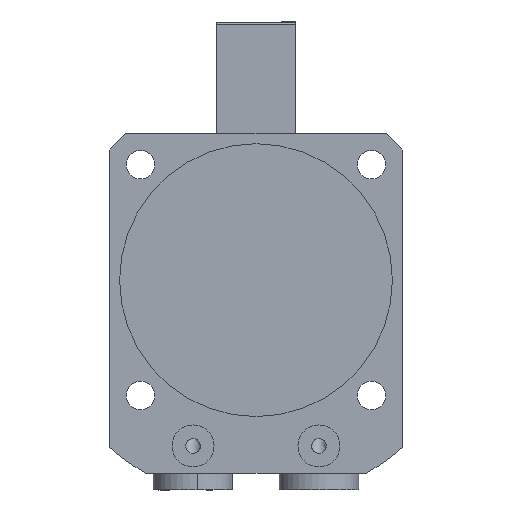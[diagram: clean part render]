
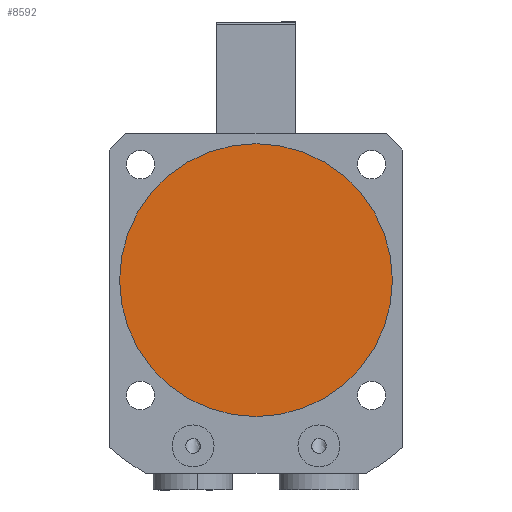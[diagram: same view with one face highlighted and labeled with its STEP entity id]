
A CAD part, front view. The second image highlights one B-rep face of the part: STEP entity #8592.
In plain terms, the highlighted planar face has unit normal (0, -1, 0).
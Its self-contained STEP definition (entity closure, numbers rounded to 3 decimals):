
#760 = DIRECTION ( 'NONE',  ( 0., -1., 0. ) ) ;
#1431 = CARTESIAN_POINT ( 'NONE',  ( 0., 0., -32.5 ) ) ;
#1517 = ORIENTED_EDGE ( 'NONE', *, *, #5625, .F. ) ;
#4154 = CARTESIAN_POINT ( 'NONE',  ( 0., 0., 0. ) ) ;
#4797 = CARTESIAN_POINT ( 'NONE',  ( 0., 0., 0. ) ) ;
#5039 = DIRECTION ( 'NONE',  ( 0., 0., -1. ) ) ;
#5625 = EDGE_CURVE ( 'NONE', #6283, #9373, #9415, .T. ) ;
#5689 = DIRECTION ( 'NONE',  ( 0., 0., -1. ) ) ;
#5748 = ORIENTED_EDGE ( 'NONE', *, *, #7614, .F. ) ;
#6020 = CARTESIAN_POINT ( 'NONE',  ( 27., 0., 0. ) ) ;
#6283 = VERTEX_POINT ( 'NONE', #1431 ) ;
#6462 = AXIS2_PLACEMENT_3D ( 'NONE', #4797, #10879, #5689 ) ;
#6763 = FACE_OUTER_BOUND ( 'NONE', #8669, .T. ) ;
#6879 = DIRECTION ( 'NONE',  ( 0., 0., -1. ) ) ;
#7614 = EDGE_CURVE ( 'NONE', #9373, #6283, #9003, .T. ) ;
#8592 = ADVANCED_FACE ( 'NONE', ( #6763 ), #11169, .T. ) ;
#8669 = EDGE_LOOP ( 'NONE', ( #1517, #5748 ) ) ;
#8932 = AXIS2_PLACEMENT_3D ( 'NONE', #6020, #760, #6879 ) ;
#9003 = CIRCLE ( 'NONE', #9449, 32.5 ) ;
#9373 = VERTEX_POINT ( 'NONE', #11127 ) ;
#9415 = CIRCLE ( 'NONE', #6462, 32.5 ) ;
#9449 = AXIS2_PLACEMENT_3D ( 'NONE', #4154, #10238, #5039 ) ;
#10238 = DIRECTION ( 'NONE',  ( 0., 1., 0. ) ) ;
#10879 = DIRECTION ( 'NONE',  ( 0., 1., 0. ) ) ;
#11127 = CARTESIAN_POINT ( 'NONE',  ( 0., 0., 32.5 ) ) ;
#11169 = PLANE ( 'NONE',  #8932 ) ;
